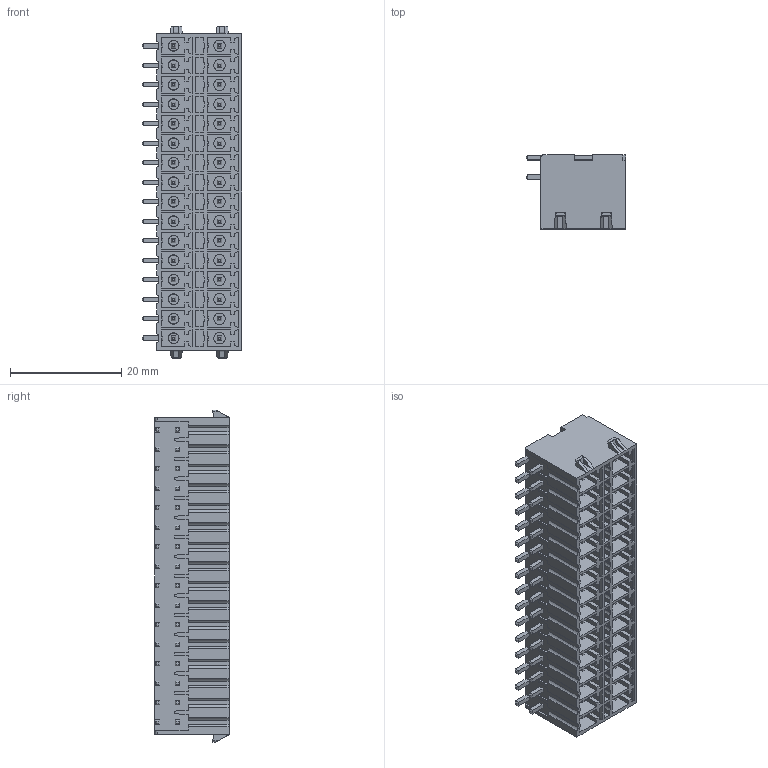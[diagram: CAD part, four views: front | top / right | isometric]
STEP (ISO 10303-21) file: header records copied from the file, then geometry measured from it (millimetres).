
FILE_DESCRIPTION((''),'2;1');
FILE_NAME('TLPHDL-007R-1','2024-09-18T13:43:43',('sheji109'),(''),'CREO PARAMETRIC BY PTC INC, 2018100','CREO PARAMETRIC BY PTC INC, 2018100','');
FILE_SCHEMA(('CONFIG_CONTROL_DESIGN'));
Length unit declared in the file: millimetre
Products named in the file (1): TLPHDL-007R-1
Bounding box: 17.8 x 13.3 x 59.6 mm (x, y, z)
Volume: 7785.1 mm3; surface area: 10037.9 mm2
Topology: 1 solids, 1 shells, 1774 faces, 4612 edges, 2984 vertices
Faces by surface type: plane 1568, cylinder 142, cone 64
Entity records: 53427 total; most frequent: CARTESIAN_POINT 9773, ORIENTED_EDGE 9224, DIRECTION 8432, EDGE_CURVE 4612, VECTOR 4160, LINE 4160, VERTEX_POINT 2984, AXIS2_PLACEMENT_3D 2136
